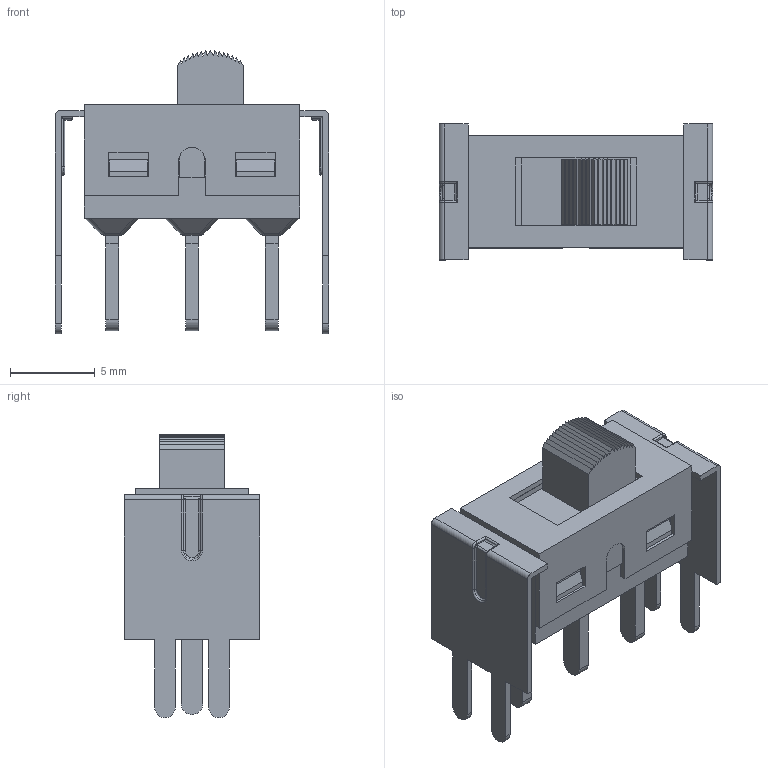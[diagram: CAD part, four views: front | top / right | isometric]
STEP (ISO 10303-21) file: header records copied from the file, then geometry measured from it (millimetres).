
FILE_DESCRIPTION(/* description */ (''),/* implementation_level */ '2;1');
FILE_NAME(/* name */ '500SPPxS4VS2xEA.stp',/* time_stamp */ '2025-05-14T16:35:53-05:00',/* author */ ('mroman'),/* organization */ (''),/* preprocessor_version */ 'ST-DEVELOPER v18.1',/* originating_system */ 'Autodesk Inventor 2022',/* authorisation */ '');
FILE_SCHEMA (('AUTOMOTIVE_DESIGN { 1 0 10303 214 3 1 1 }'));
Length unit declared in the file: inch
Products named in the file (1): 500SPPxS4VS2xEA
Bounding box: 16.11 x 8 x 16.7 mm (x, y, z)
Volume: 436.9 mm3; surface area: 1338.1 mm2
Topology: 1 solids, 1 shells, 345 faces, 894 edges, 547 vertices
Faces by surface type: plane 236, cylinder 81, sphere 12, torus 11, bspline 4, cone 1
Full cylindrical faces by diameter (mm): 2.4 x1
Entity records: 10386 total; most frequent: CARTESIAN_POINT 1919, ORIENTED_EDGE 1764, DIRECTION 1721, EDGE_CURVE 882, LINE 711, VECTOR 711, VERTEX_POINT 547, AXIS2_PLACEMENT_3D 505
